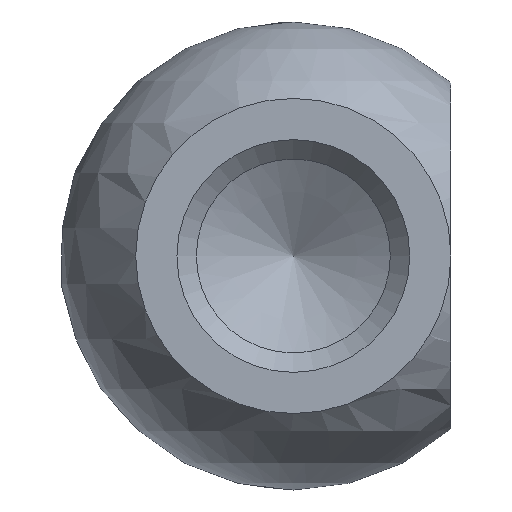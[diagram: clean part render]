
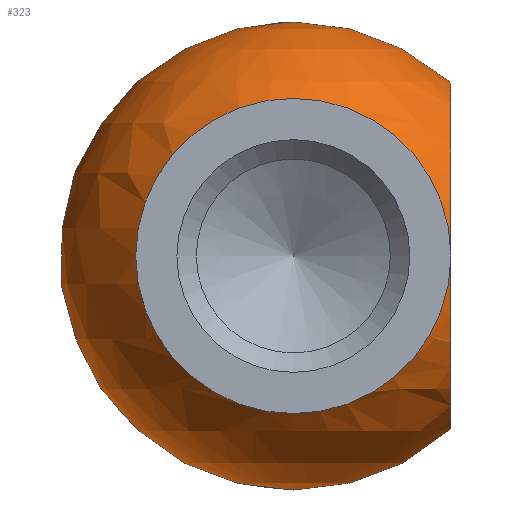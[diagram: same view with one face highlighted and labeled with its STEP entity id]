
A CAD part, front view. The second image highlights one B-rep face of the part: STEP entity #323.
In plain terms, the highlighted spherical face has radius 9.65 mm.
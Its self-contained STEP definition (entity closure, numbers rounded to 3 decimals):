
#8 = EDGE_LOOP ( 'NONE', ( #303, #239 ) ) ;
#17 = DIRECTION ( 'NONE',  ( 1., 0., 0. ) ) ;
#44 = CIRCLE ( 'NONE', #129, 7.132 ) ;
#60 = FACE_OUTER_BOUND ( 'NONE', #8, .T. ) ;
#86 = DIRECTION ( 'NONE',  ( 0., -1., 0. ) ) ;
#87 = DIRECTION ( 'NONE',  ( 1., 0., 0. ) ) ;
#89 = AXIS2_PLACEMENT_3D ( 'NONE', #338, #133, #87 ) ;
#108 = AXIS2_PLACEMENT_3D ( 'NONE', #228, #263, #354 ) ;
#129 = AXIS2_PLACEMENT_3D ( 'NONE', #255, #17, #86 ) ;
#133 = DIRECTION ( 'NONE',  ( 0., 0., 1. ) ) ;
#155 = EDGE_CURVE ( 'NONE', #256, #256, #44, .T. ) ;
#228 = CARTESIAN_POINT ( 'NONE',  ( 0., -7.132, 0. ) ) ;
#239 = ORIENTED_EDGE ( 'NONE', *, *, #155, .F. ) ;
#255 = CARTESIAN_POINT ( 'NONE',  ( 6.5, 0., 0. ) ) ;
#256 = VERTEX_POINT ( 'NONE', #322 ) ;
#263 = DIRECTION ( 'NONE',  ( 0., -1., 0. ) ) ;
#278 = SPHERICAL_SURFACE ( 'NONE', #89, 9.65 ) ;
#289 = EDGE_CURVE ( 'NONE', #256, #256, #326, .T. ) ;
#303 = ORIENTED_EDGE ( 'NONE', *, *, #289, .F. ) ;
#322 = CARTESIAN_POINT ( 'NONE',  ( 6.5, -7.132, 0. ) ) ;
#323 = ADVANCED_FACE ( 'NONE', ( #60 ), #278, .T. ) ;
#326 = CIRCLE ( 'NONE', #108, 6.5 ) ;
#338 = CARTESIAN_POINT ( 'NONE',  ( 0., 0., 0. ) ) ;
#354 = DIRECTION ( 'NONE',  ( 1., 0., 0. ) ) ;
